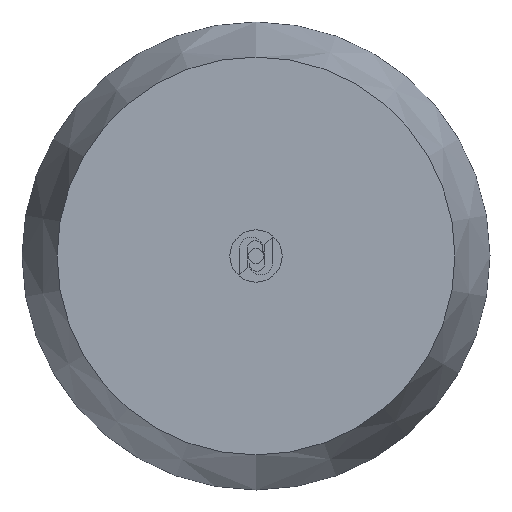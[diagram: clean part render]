
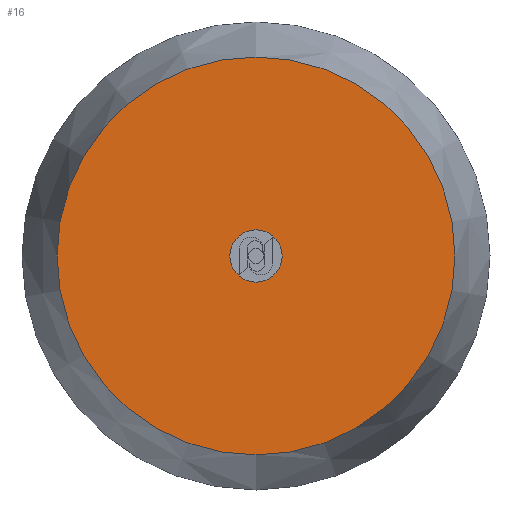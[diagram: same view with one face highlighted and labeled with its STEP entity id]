
A CAD part, front view. The second image highlights one B-rep face of the part: STEP entity #16.
In plain terms, the highlighted planar face has unit normal (0, -1, 0).
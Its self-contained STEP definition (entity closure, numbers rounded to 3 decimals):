
#16 = ADVANCED_FACE ( 'NONE', ( #898, #908 ), #319, .F. ) ;
#99 = CARTESIAN_POINT ( 'NONE',  ( 0., 0., 15.221 ) ) ;
#103 = CARTESIAN_POINT ( 'NONE',  ( 0., 0., 2. ) ) ;
#105 = CARTESIAN_POINT ( 'NONE',  ( 0., 0., -2. ) ) ;
#111 = CARTESIAN_POINT ( 'NONE',  ( 0., 0., 0. ) ) ;
#125 = CARTESIAN_POINT ( 'NONE',  ( 0., 0., -15.221 ) ) ;
#238 = DIRECTION ( 'NONE',  ( 0., 1., 0. ) ) ;
#315 = CARTESIAN_POINT ( 'NONE',  ( -15.403, 0., -15.403 ) ) ;
#319 = PLANE ( 'NONE',  #985 ) ;
#389 = DIRECTION ( 'NONE',  ( 0., 0., -1. ) ) ;
#391 = DIRECTION ( 'NONE',  ( 0., -1., 0. ) ) ;
#392 = CARTESIAN_POINT ( 'NONE',  ( 0., 0., 0. ) ) ;
#399 = DIRECTION ( 'NONE',  ( 0., 0., 1. ) ) ;
#400 = DIRECTION ( 'NONE',  ( 0., 1., 0. ) ) ;
#403 = CARTESIAN_POINT ( 'NONE',  ( 0., 0., 0. ) ) ;
#426 = DIRECTION ( 'NONE',  ( 0., 0., 1. ) ) ;
#427 = DIRECTION ( 'NONE',  ( 0., 1., 0. ) ) ;
#428 = CARTESIAN_POINT ( 'NONE',  ( 0., 0., 0. ) ) ;
#540 = DIRECTION ( 'NONE',  ( 0., 0., -1. ) ) ;
#541 = DIRECTION ( 'NONE',  ( 0., -1., 0. ) ) ;
#625 = DIRECTION ( 'NONE',  ( 0., 0., 1. ) ) ;
#778 = CIRCLE ( 'NONE', #929, 2. ) ;
#779 = CIRCLE ( 'NONE', #930, 15.221 ) ;
#818 = CIRCLE ( 'NONE', #944, 2. ) ;
#865 = CIRCLE ( 'NONE', #935, 15.221 ) ;
#898 = FACE_BOUND ( 'NONE', #1184, .T. ) ;
#908 = FACE_OUTER_BOUND ( 'NONE', #1222, .T. ) ;
#929 = AXIS2_PLACEMENT_3D ( 'NONE', #392, #391, #389 ) ;
#930 = AXIS2_PLACEMENT_3D ( 'NONE', #403, #400, #399 ) ;
#935 = AXIS2_PLACEMENT_3D ( 'NONE', #428, #427, #426 ) ;
#944 = AXIS2_PLACEMENT_3D ( 'NONE', #111, #541, #540 ) ;
#985 = AXIS2_PLACEMENT_3D ( 'NONE', #315, #238, #625 ) ;
#1014 = EDGE_CURVE ( 'NONE', #1227, #1228, #818, .T. ) ;
#1039 = EDGE_CURVE ( 'NONE', #1214, #1233, #865, .T. ) ;
#1046 = EDGE_CURVE ( 'NONE', #1233, #1214, #779, .T. ) ;
#1049 = EDGE_CURVE ( 'NONE', #1228, #1227, #778, .T. ) ;
#1082 = ORIENTED_EDGE ( 'NONE', *, *, #1046, .F. ) ;
#1124 = ORIENTED_EDGE ( 'NONE', *, *, #1014, .F. ) ;
#1153 = ORIENTED_EDGE ( 'NONE', *, *, #1049, .F. ) ;
#1184 = EDGE_LOOP ( 'NONE', ( #1124, #1153 ) ) ;
#1214 = VERTEX_POINT ( 'NONE', #125 ) ;
#1222 = EDGE_LOOP ( 'NONE', ( #1082, #1310 ) ) ;
#1227 = VERTEX_POINT ( 'NONE', #105 ) ;
#1228 = VERTEX_POINT ( 'NONE', #103 ) ;
#1233 = VERTEX_POINT ( 'NONE', #99 ) ;
#1310 = ORIENTED_EDGE ( 'NONE', *, *, #1039, .F. ) ;
